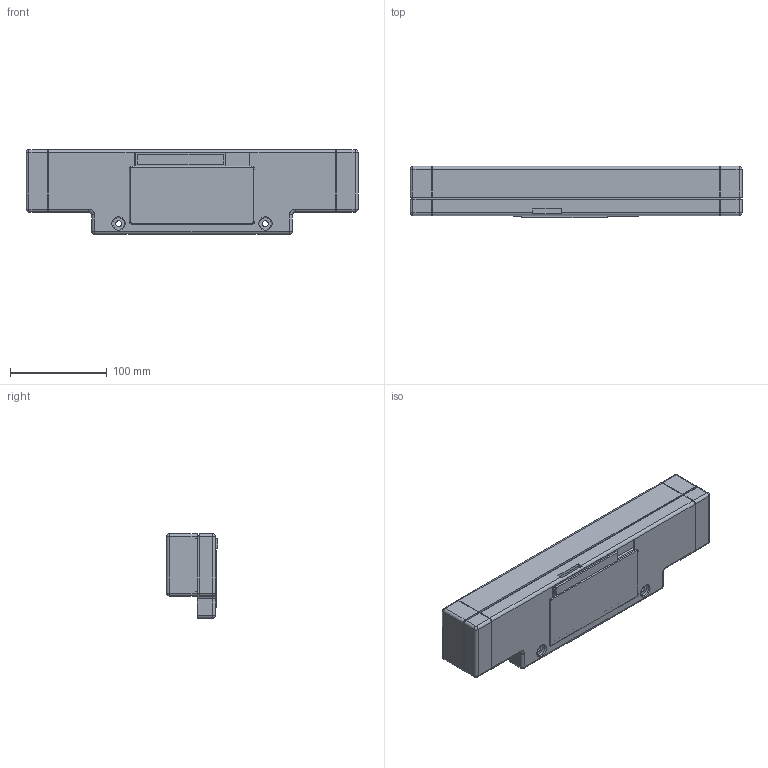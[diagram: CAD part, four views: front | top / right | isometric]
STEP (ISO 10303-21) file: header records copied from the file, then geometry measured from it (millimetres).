
FILE_DESCRIPTION(/* description */ (''),/* implementation_level */ '2;1');
FILE_NAME(/* name */ 'Example Electron Expansion - ElkSD128 (untested - no tollerences).step',/* time_stamp */ '2022-11-22T22:17:47+00:00',/* author */ (''),/* organization */ (''),/* preprocessor_version */ 'ST-DEVELOPER v18.1',/* originating_system */ 'Autodesk Translation Framework v10.13.0.1454',/* authorisation */ '');
FILE_SCHEMA (('AUTOMOTIVE_DESIGN { 1 0 10303 214 3 1 1 }'));
Length unit declared in the file: millimetre
Products named in the file (3): Box; ElkSD128; Expansion
Assembly tree (2 placements, depth 2):
  Box
    ElkSD128
    Expansion
Bounding box: 344 x 53.2 x 87.5 mm (x, y, z)
Volume: 298777 mm3; surface area: 198627.1 mm2
Topology: 3 solids, 3 shells, 244 faces, 657 edges, 420 vertices
Faces by surface type: plane 123, cylinder 95, sphere 18, torus 8
Full cylindrical faces by diameter (mm): 6 x2, 12 x2
Entity records: 7929 total; most frequent: CARTESIAN_POINT 1606, ORIENTED_EDGE 1310, DIRECTION 1309, EDGE_CURVE 655, AXIS2_PLACEMENT_3D 445, VERTEX_POINT 422, LINE 419, VECTOR 419
